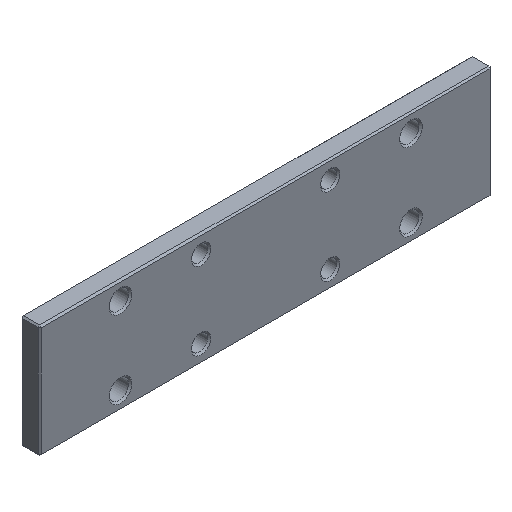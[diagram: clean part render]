
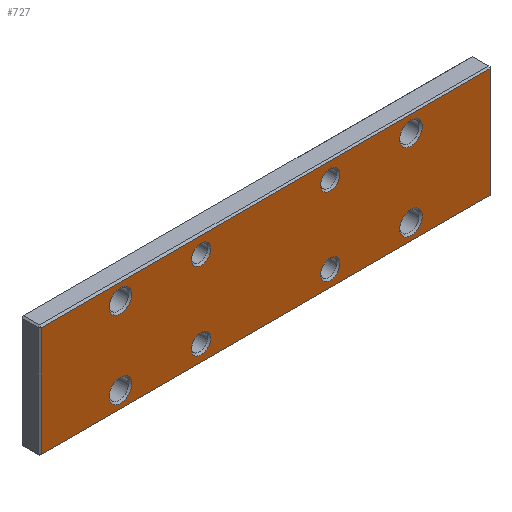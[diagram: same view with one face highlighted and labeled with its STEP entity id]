
A CAD part, isometric view. The second image highlights one B-rep face of the part: STEP entity #727.
In plain terms, the highlighted planar face has unit normal (0, -1, 0).
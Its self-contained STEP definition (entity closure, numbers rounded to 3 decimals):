
#35=FACE_BOUND('',#140,.T.);
#36=FACE_BOUND('',#141,.T.);
#37=FACE_BOUND('',#142,.T.);
#38=FACE_BOUND('',#143,.T.);
#39=FACE_BOUND('',#144,.T.);
#40=FACE_BOUND('',#145,.T.);
#41=FACE_BOUND('',#146,.T.);
#42=FACE_BOUND('',#147,.T.);
#44=PLANE('',#814);
#84=FACE_OUTER_BOUND('',#139,.T.);
#139=EDGE_LOOP('',(#575,#576,#577,#578));
#140=EDGE_LOOP('',(#579));
#141=EDGE_LOOP('',(#580));
#142=EDGE_LOOP('',(#581));
#143=EDGE_LOOP('',(#582));
#144=EDGE_LOOP('',(#583));
#145=EDGE_LOOP('',(#584));
#146=EDGE_LOOP('',(#585));
#147=EDGE_LOOP('',(#586));
#197=LINE('',#1180,#264);
#198=LINE('',#1182,#265);
#199=LINE('',#1184,#266);
#200=LINE('',#1185,#267);
#264=VECTOR('',#964,10.);
#265=VECTOR('',#965,10.);
#266=VECTOR('',#966,10.);
#267=VECTOR('',#967,10.);
#334=CIRCLE('',#813,3.5);
#335=CIRCLE('',#815,3.5);
#336=CIRCLE('',#816,3.);
#337=CIRCLE('',#817,3.);
#338=CIRCLE('',#818,3.5);
#339=CIRCLE('',#819,3.5);
#340=CIRCLE('',#820,3.);
#341=CIRCLE('',#821,3.);
#370=VERTEX_POINT('',#1174);
#371=VERTEX_POINT('',#1178);
#372=VERTEX_POINT('',#1179);
#373=VERTEX_POINT('',#1181);
#374=VERTEX_POINT('',#1183);
#375=VERTEX_POINT('',#1186);
#376=VERTEX_POINT('',#1188);
#377=VERTEX_POINT('',#1190);
#378=VERTEX_POINT('',#1192);
#379=VERTEX_POINT('',#1194);
#380=VERTEX_POINT('',#1196);
#381=VERTEX_POINT('',#1198);
#441=EDGE_CURVE('',#370,#370,#334,.T.);
#442=EDGE_CURVE('',#371,#372,#197,.T.);
#443=EDGE_CURVE('',#373,#371,#198,.T.);
#444=EDGE_CURVE('',#374,#373,#199,.T.);
#445=EDGE_CURVE('',#372,#374,#200,.T.);
#446=EDGE_CURVE('',#375,#375,#335,.T.);
#447=EDGE_CURVE('',#376,#376,#336,.T.);
#448=EDGE_CURVE('',#377,#377,#337,.T.);
#449=EDGE_CURVE('',#378,#378,#338,.T.);
#450=EDGE_CURVE('',#379,#379,#339,.T.);
#451=EDGE_CURVE('',#380,#380,#340,.T.);
#452=EDGE_CURVE('',#381,#381,#341,.T.);
#575=ORIENTED_EDGE('',*,*,#442,.F.);
#576=ORIENTED_EDGE('',*,*,#443,.F.);
#577=ORIENTED_EDGE('',*,*,#444,.F.);
#578=ORIENTED_EDGE('',*,*,#445,.F.);
#579=ORIENTED_EDGE('',*,*,#446,.F.);
#580=ORIENTED_EDGE('',*,*,#447,.F.);
#581=ORIENTED_EDGE('',*,*,#448,.F.);
#582=ORIENTED_EDGE('',*,*,#449,.F.);
#583=ORIENTED_EDGE('',*,*,#450,.F.);
#584=ORIENTED_EDGE('',*,*,#451,.F.);
#585=ORIENTED_EDGE('',*,*,#452,.F.);
#586=ORIENTED_EDGE('',*,*,#441,.F.);
#727=ADVANCED_FACE('',(#84,#35,#36,#37,#38,#39,#40,#41,#42),#44,.F.);
#813=AXIS2_PLACEMENT_3D('',#1176,#960,#961);
#814=AXIS2_PLACEMENT_3D('',#1177,#962,#963);
#815=AXIS2_PLACEMENT_3D('',#1187,#968,#969);
#816=AXIS2_PLACEMENT_3D('',#1189,#970,#971);
#817=AXIS2_PLACEMENT_3D('',#1191,#972,#973);
#818=AXIS2_PLACEMENT_3D('',#1193,#974,#975);
#819=AXIS2_PLACEMENT_3D('',#1195,#976,#977);
#820=AXIS2_PLACEMENT_3D('',#1197,#978,#979);
#821=AXIS2_PLACEMENT_3D('',#1199,#980,#981);
#960=DIRECTION('center_axis',(0.,-1.,0.));
#961=DIRECTION('ref_axis',(1.,0.,0.));
#962=DIRECTION('center_axis',(0.,1.,0.));
#963=DIRECTION('ref_axis',(1.,0.,0.));
#964=DIRECTION('',(0.,0.,1.));
#965=DIRECTION('',(-1.,0.,0.));
#966=DIRECTION('',(0.,0.,-1.));
#967=DIRECTION('',(1.,0.,0.));
#968=DIRECTION('center_axis',(0.,-1.,0.));
#969=DIRECTION('ref_axis',(1.,0.,0.));
#970=DIRECTION('center_axis',(0.,-1.,0.));
#971=DIRECTION('ref_axis',(1.,0.,0.));
#972=DIRECTION('center_axis',(0.,-1.,0.));
#973=DIRECTION('ref_axis',(1.,0.,0.));
#974=DIRECTION('center_axis',(0.,-1.,0.));
#975=DIRECTION('ref_axis',(1.,0.,0.));
#976=DIRECTION('center_axis',(0.,-1.,0.));
#977=DIRECTION('ref_axis',(1.,0.,0.));
#978=DIRECTION('center_axis',(0.,-1.,0.));
#979=DIRECTION('ref_axis',(1.,0.,0.));
#980=DIRECTION('center_axis',(0.,-1.,0.));
#981=DIRECTION('ref_axis',(1.,0.,0.));
#1174=CARTESIAN_POINT('',(41.5,0.,-12.001));
#1176=CARTESIAN_POINT('Origin',(45.,0.,-12.001));
#1177=CARTESIAN_POINT('Origin',(0.,0.,-0.001));
#1178=CARTESIAN_POINT('',(-69.5,0.,-17.001));
#1179=CARTESIAN_POINT('',(-69.5,0.,16.999));
#1180=CARTESIAN_POINT('',(-69.5,0.,-8.751));
#1181=CARTESIAN_POINT('',(69.5,0.,-17.001));
#1182=CARTESIAN_POINT('',(35.,0.,-17.001));
#1183=CARTESIAN_POINT('',(69.5,0.,16.999));
#1184=CARTESIAN_POINT('',(69.5,0.,8.749));
#1185=CARTESIAN_POINT('',(-35.,0.,16.999));
#1186=CARTESIAN_POINT('',(41.5,0.,11.999));
#1187=CARTESIAN_POINT('Origin',(45.,0.,11.999));
#1188=CARTESIAN_POINT('',(17.,0.,11.98));
#1189=CARTESIAN_POINT('Origin',(20.,0.,11.98));
#1190=CARTESIAN_POINT('',(-23.,0.,11.985));
#1191=CARTESIAN_POINT('Origin',(-20.,0.,11.985));
#1192=CARTESIAN_POINT('',(-48.5,0.,11.999));
#1193=CARTESIAN_POINT('Origin',(-45.,0.,11.999));
#1194=CARTESIAN_POINT('',(-48.5,0.,-12.001));
#1195=CARTESIAN_POINT('Origin',(-45.,0.,-12.001));
#1196=CARTESIAN_POINT('',(-23.,0.,-12.));
#1197=CARTESIAN_POINT('Origin',(-20.,0.,-12.));
#1198=CARTESIAN_POINT('',(17.,0.,-12.));
#1199=CARTESIAN_POINT('Origin',(20.,0.,-12.));
